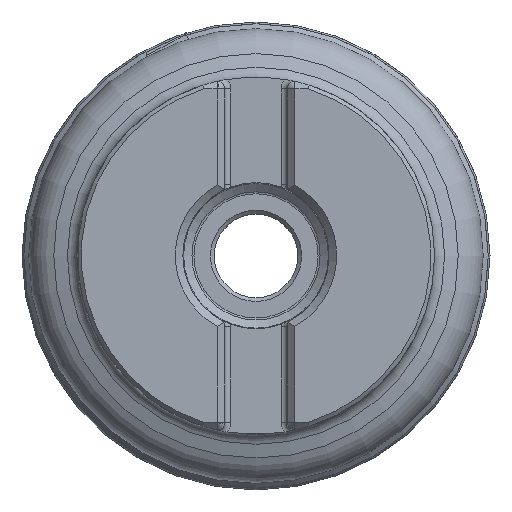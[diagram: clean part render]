
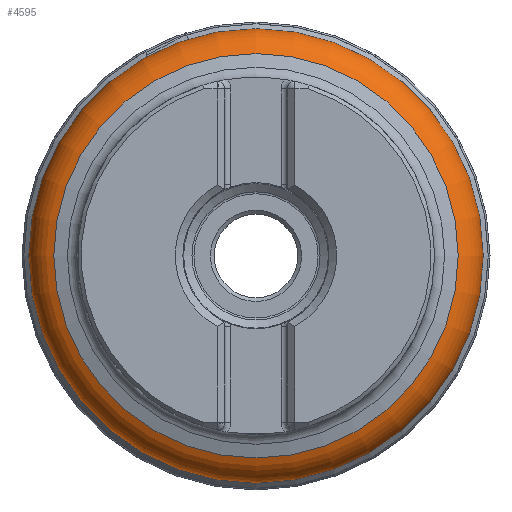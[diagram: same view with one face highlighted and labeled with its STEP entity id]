
A CAD part, top view. The second image highlights one B-rep face of the part: STEP entity #4595.
In plain terms, the highlighted toroidal (fillet/blend) face has major radius 24.9 mm and minor radius 5 mm.
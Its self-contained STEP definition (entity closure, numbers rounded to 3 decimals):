
#1220=TOROIDAL_SURFACE('',#27088,24.9,5.);
#4595=ADVANCED_FACE('',(#8502,#8503),#1220,.T.);
#8502=FACE_BOUND('',#8759,.T.);
#8503=FACE_BOUND('',#8760,.T.);
#8759=EDGE_LOOP('',(#10685));
#8760=EDGE_LOOP('',(#10686));
#10685=ORIENTED_EDGE('',*,*,#20911,.T.);
#10686=ORIENTED_EDGE('',*,*,#20912,.F.);
#18552=VERTEX_POINT('',#35491);
#18553=VERTEX_POINT('',#35494);
#20911=EDGE_CURVE('',#18552,#18552,#24853,.T.);
#20912=EDGE_CURVE('',#18553,#18553,#24854,.T.);
#24853=CIRCLE('',#27085,29.9);
#24854=CIRCLE('',#27087,26.61);
#27085=AXIS2_PLACEMENT_3D('',#35490,#29589,#29590);
#27087=AXIS2_PLACEMENT_3D('',#35493,#29593,#29594);
#27088=AXIS2_PLACEMENT_3D('',#35495,#29595,#29596);
#29589=DIRECTION('',(0.,0.,1.));
#29590=DIRECTION('',(1.,0.,0.));
#29593=DIRECTION('',(0.,0.,1.));
#29594=DIRECTION('',(1.,0.,0.));
#29595=DIRECTION('',(0.,0.,1.));
#29596=DIRECTION('',(1.,0.,0.));
#35490=CARTESIAN_POINT('',(0.,0.,-17.83));
#35491=CARTESIAN_POINT('',(29.9,0.,-17.83));
#35493=CARTESIAN_POINT('',(0.,0.,-13.132));
#35494=CARTESIAN_POINT('',(26.61,0.,-13.132));
#35495=CARTESIAN_POINT('',(0.,0.,-17.83));
